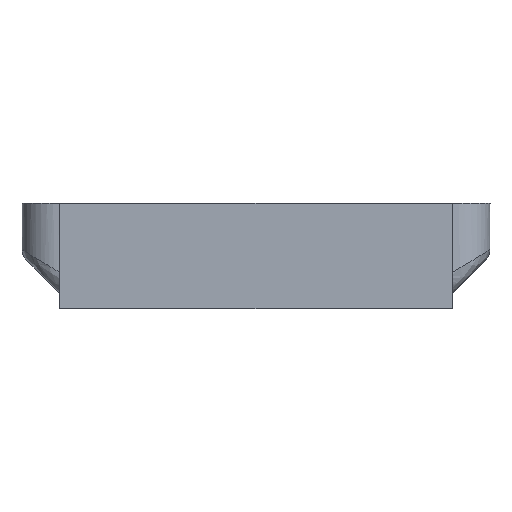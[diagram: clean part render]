
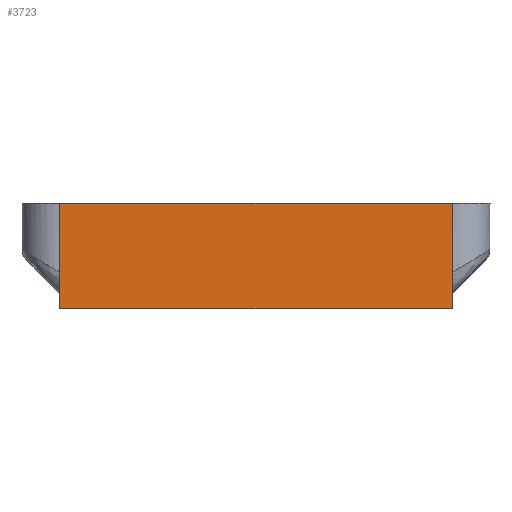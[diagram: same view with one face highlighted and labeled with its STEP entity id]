
A CAD part, front view. The second image highlights one B-rep face of the part: STEP entity #3723.
In plain terms, the highlighted planar face has unit normal (0, -1, 0).
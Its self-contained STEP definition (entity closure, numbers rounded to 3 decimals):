
#272 = PLANE('',#273);
#273 = AXIS2_PLACEMENT_3D('',#274,#275,#276);
#274 = CARTESIAN_POINT('',(17.5,30.,0.));
#275 = DIRECTION('',(0.,0.,1.));
#276 = DIRECTION('',(0.,1.,0.));
#755 = VERTEX_POINT('',#756);
#756 = CARTESIAN_POINT('',(26.,-30.,0.));
#770 = PLANE('',#771);
#771 = AXIS2_PLACEMENT_3D('',#772,#773,#774);
#772 = CARTESIAN_POINT('',(26.,-30.,0.));
#773 = DIRECTION('',(-1.,0.,0.));
#774 = DIRECTION('',(0.,0.,-1.));
#980 = VERTEX_POINT('',#981);
#981 = CARTESIAN_POINT('',(-26.,-30.,0.));
#995 = PLANE('',#996);
#996 = AXIS2_PLACEMENT_3D('',#997,#998,#999);
#997 = CARTESIAN_POINT('',(-26.,-16.,0.));
#998 = DIRECTION('',(-1.,0.,0.));
#999 = DIRECTION('',(0.,0.,-1.));
#1007 = EDGE_CURVE('',#980,#755,#1008,.T.);
#1008 = SURFACE_CURVE('',#1009,(#1013,#1020),.PCURVE_S1.);
#1009 = LINE('',#1010,#1011);
#1010 = CARTESIAN_POINT('',(-26.,-30.,0.));
#1011 = VECTOR('',#1012,1.);
#1012 = DIRECTION('',(1.,0.,0.));
#1013 = PCURVE('',#272,#1014);
#1014 = DEFINITIONAL_REPRESENTATION('',(#1015),#1019);
#1015 = LINE('',#1016,#1017);
#1016 = CARTESIAN_POINT('',(-60.,43.5));
#1017 = VECTOR('',#1018,1.);
#1018 = DIRECTION('',(0.,-1.));
#1019 = ( GEOMETRIC_REPRESENTATION_CONTEXT(2) 
PARAMETRIC_REPRESENTATION_CONTEXT() REPRESENTATION_CONTEXT('2D SPACE',''
  ) );
#1020 = PCURVE('',#1021,#1026);
#1021 = PLANE('',#1022);
#1022 = AXIS2_PLACEMENT_3D('',#1023,#1024,#1025);
#1023 = CARTESIAN_POINT('',(-26.,-30.,0.));
#1024 = DIRECTION('',(0.,1.,0.));
#1025 = DIRECTION('',(1.,0.,0.));
#1026 = DEFINITIONAL_REPRESENTATION('',(#1027),#1031);
#1027 = LINE('',#1028,#1029);
#1028 = CARTESIAN_POINT('',(0.,0.));
#1029 = VECTOR('',#1030,1.);
#1030 = DIRECTION('',(1.,0.));
#1031 = ( GEOMETRIC_REPRESENTATION_CONTEXT(2) 
PARAMETRIC_REPRESENTATION_CONTEXT() REPRESENTATION_CONTEXT('2D SPACE',''
  ) );
#1846 = EDGE_CURVE('',#755,#1847,#1849,.T.);
#1847 = VERTEX_POINT('',#1848);
#1848 = CARTESIAN_POINT('',(26.,-30.,14.));
#1849 = SURFACE_CURVE('',#1850,(#1854,#1861),.PCURVE_S1.);
#1850 = LINE('',#1851,#1852);
#1851 = CARTESIAN_POINT('',(26.,-30.,0.));
#1852 = VECTOR('',#1853,1.);
#1853 = DIRECTION('',(0.,0.,1.));
#1854 = PCURVE('',#770,#1855);
#1855 = DEFINITIONAL_REPRESENTATION('',(#1856),#1860);
#1856 = LINE('',#1857,#1858);
#1857 = CARTESIAN_POINT('',(0.,0.));
#1858 = VECTOR('',#1859,1.);
#1859 = DIRECTION('',(-1.,0.));
#1860 = ( GEOMETRIC_REPRESENTATION_CONTEXT(2) 
PARAMETRIC_REPRESENTATION_CONTEXT() REPRESENTATION_CONTEXT('2D SPACE',''
  ) );
#1861 = PCURVE('',#1021,#1862);
#1862 = DEFINITIONAL_REPRESENTATION('',(#1863),#1867);
#1863 = LINE('',#1864,#1865);
#1864 = CARTESIAN_POINT('',(52.,0.));
#1865 = VECTOR('',#1866,1.);
#1866 = DIRECTION('',(0.,-1.));
#1867 = ( GEOMETRIC_REPRESENTATION_CONTEXT(2) 
PARAMETRIC_REPRESENTATION_CONTEXT() REPRESENTATION_CONTEXT('2D SPACE',''
  ) );
#1885 = PLANE('',#1886);
#1886 = AXIS2_PLACEMENT_3D('',#1887,#1888,#1889);
#1887 = CARTESIAN_POINT('',(-26.,26.,14.));
#1888 = DIRECTION('',(0.,0.,-1.));
#1889 = DIRECTION('',(-1.,0.,0.));
#3723 = ADVANCED_FACE('',(#3724),#1021,.F.);
#3724 = FACE_BOUND('',#3725,.F.);
#3725 = EDGE_LOOP('',(#3726,#3727,#3750,#3771));
#3726 = ORIENTED_EDGE('',*,*,#1007,.F.);
#3727 = ORIENTED_EDGE('',*,*,#3728,.T.);
#3728 = EDGE_CURVE('',#980,#3729,#3731,.T.);
#3729 = VERTEX_POINT('',#3730);
#3730 = CARTESIAN_POINT('',(-26.,-30.,14.));
#3731 = SURFACE_CURVE('',#3732,(#3736,#3743),.PCURVE_S1.);
#3732 = LINE('',#3733,#3734);
#3733 = CARTESIAN_POINT('',(-26.,-30.,0.));
#3734 = VECTOR('',#3735,1.);
#3735 = DIRECTION('',(0.,0.,1.));
#3736 = PCURVE('',#1021,#3737);
#3737 = DEFINITIONAL_REPRESENTATION('',(#3738),#3742);
#3738 = LINE('',#3739,#3740);
#3739 = CARTESIAN_POINT('',(0.,0.));
#3740 = VECTOR('',#3741,1.);
#3741 = DIRECTION('',(0.,-1.));
#3742 = ( GEOMETRIC_REPRESENTATION_CONTEXT(2) 
PARAMETRIC_REPRESENTATION_CONTEXT() REPRESENTATION_CONTEXT('2D SPACE',''
  ) );
#3743 = PCURVE('',#995,#3744);
#3744 = DEFINITIONAL_REPRESENTATION('',(#3745),#3749);
#3745 = LINE('',#3746,#3747);
#3746 = CARTESIAN_POINT('',(0.,14.));
#3747 = VECTOR('',#3748,1.);
#3748 = DIRECTION('',(-1.,-0.));
#3749 = ( GEOMETRIC_REPRESENTATION_CONTEXT(2) 
PARAMETRIC_REPRESENTATION_CONTEXT() REPRESENTATION_CONTEXT('2D SPACE',''
  ) );
#3750 = ORIENTED_EDGE('',*,*,#3751,.T.);
#3751 = EDGE_CURVE('',#3729,#1847,#3752,.T.);
#3752 = SURFACE_CURVE('',#3753,(#3757,#3764),.PCURVE_S1.);
#3753 = LINE('',#3754,#3755);
#3754 = CARTESIAN_POINT('',(-26.,-30.,14.));
#3755 = VECTOR('',#3756,1.);
#3756 = DIRECTION('',(1.,0.,0.));
#3757 = PCURVE('',#1021,#3758);
#3758 = DEFINITIONAL_REPRESENTATION('',(#3759),#3763);
#3759 = LINE('',#3760,#3761);
#3760 = CARTESIAN_POINT('',(0.,-14.));
#3761 = VECTOR('',#3762,1.);
#3762 = DIRECTION('',(1.,0.));
#3763 = ( GEOMETRIC_REPRESENTATION_CONTEXT(2) 
PARAMETRIC_REPRESENTATION_CONTEXT() REPRESENTATION_CONTEXT('2D SPACE',''
  ) );
#3764 = PCURVE('',#1885,#3765);
#3765 = DEFINITIONAL_REPRESENTATION('',(#3766),#3770);
#3766 = LINE('',#3767,#3768);
#3767 = CARTESIAN_POINT('',(0.,-56.));
#3768 = VECTOR('',#3769,1.);
#3769 = DIRECTION('',(-1.,0.));
#3770 = ( GEOMETRIC_REPRESENTATION_CONTEXT(2) 
PARAMETRIC_REPRESENTATION_CONTEXT() REPRESENTATION_CONTEXT('2D SPACE',''
  ) );
#3771 = ORIENTED_EDGE('',*,*,#1846,.F.);
